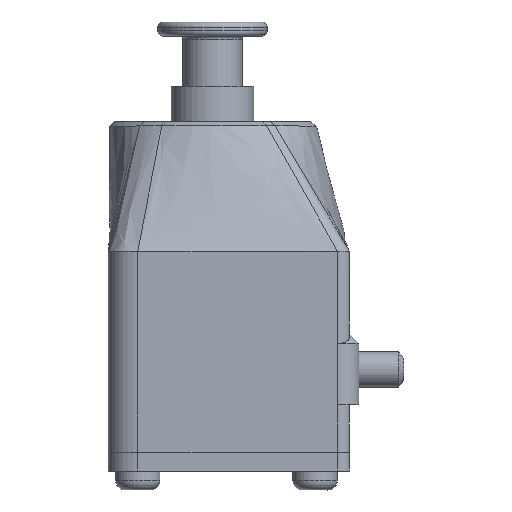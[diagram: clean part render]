
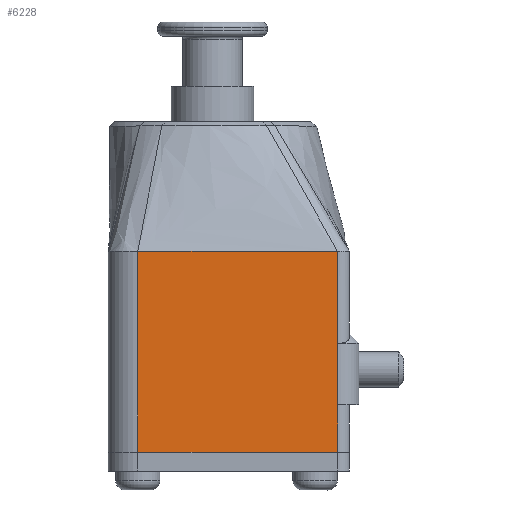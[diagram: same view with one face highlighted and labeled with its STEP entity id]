
A CAD part, front view. The second image highlights one B-rep face of the part: STEP entity #6228.
In plain terms, the highlighted planar face has unit normal (0, -1, 0).
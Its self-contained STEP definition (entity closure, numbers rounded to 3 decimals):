
#946=FACE_OUTER_BOUND('',#1351,.T.);
#1351=EDGE_LOOP('',(#5655,#5656,#5657,#5658,#5659,#5660));
#1877=LINE('',#13420,#2456);
#1895=LINE('',#13565,#2474);
#1905=LINE('',#13633,#2484);
#1914=LINE('',#13663,#2493);
#1931=LINE('',#13735,#2510);
#1932=LINE('',#13737,#2511);
#2456=VECTOR('',#8242,10.);
#2474=VECTOR('',#8280,10.);
#2484=VECTOR('',#8326,10.);
#2493=VECTOR('',#8359,10.);
#2510=VECTOR('',#8424,10.);
#2511=VECTOR('',#8427,2.5);
#3032=VERTEX_POINT('',#13417);
#3033=VERTEX_POINT('',#13419);
#3049=VERTEX_POINT('',#13521);
#3050=VERTEX_POINT('',#13564);
#3062=VERTEX_POINT('',#13629);
#3064=VERTEX_POINT('',#13632);
#3859=EDGE_CURVE('',#3033,#3032,#1877,.T.);
#3884=EDGE_CURVE('',#3049,#3050,#1895,.T.);
#3905=EDGE_CURVE('',#3062,#3064,#1905,.T.);
#3921=EDGE_CURVE('',#3064,#3032,#1914,.T.);
#3943=EDGE_CURVE('',#3050,#3062,#1931,.T.);
#3944=EDGE_CURVE('',#3033,#3049,#1932,.T.);
#5655=ORIENTED_EDGE('',*,*,#3884,.F.);
#5656=ORIENTED_EDGE('',*,*,#3944,.F.);
#5657=ORIENTED_EDGE('',*,*,#3859,.T.);
#5658=ORIENTED_EDGE('',*,*,#3921,.F.);
#5659=ORIENTED_EDGE('',*,*,#3905,.F.);
#5660=ORIENTED_EDGE('',*,*,#3943,.F.);
#5883=PLANE('',#6837);
#6228=ADVANCED_FACE('',(#946),#5883,.T.);
#6837=AXIS2_PLACEMENT_3D('',#13736,#8425,#8426);
#8242=DIRECTION('',(1.,0.,0.));
#8280=DIRECTION('',(1.,0.,0.));
#8326=DIRECTION('',(0.,0.,-1.));
#8359=DIRECTION('',(0.,0.,-1.));
#8424=DIRECTION('',(0.,0.,-1.));
#8425=DIRECTION('center_axis',(0.,-1.,0.));
#8426=DIRECTION('ref_axis',(-1.,0.,0.));
#8427=DIRECTION('',(0.,0.,1.));
#13417=CARTESIAN_POINT('',(-3.417,-0.331,-13.404));
#13419=CARTESIAN_POINT('',(-20.317,-0.331,-13.404));
#13420=CARTESIAN_POINT('',(-2.458,-0.331,-13.404));
#13521=CARTESIAN_POINT('',(-20.317,-0.331,3.596));
#13564=CARTESIAN_POINT('',(-3.417,-0.331,3.596));
#13565=CARTESIAN_POINT('',(-7.361,-0.331,3.596));
#13629=CARTESIAN_POINT('',(-3.417,-0.331,-4.194));
#13632=CARTESIAN_POINT('',(-3.417,-0.331,-9.404));
#13633=CARTESIAN_POINT('',(-3.417,-0.331,0.696));
#13663=CARTESIAN_POINT('',(-3.417,-0.331,-14.604));
#13735=CARTESIAN_POINT('',(-3.417,-0.331,0.696));
#13736=CARTESIAN_POINT('Origin',(-2.5,-0.331,0.696));
#13737=CARTESIAN_POINT('',(-20.317,-0.331,0.696));
